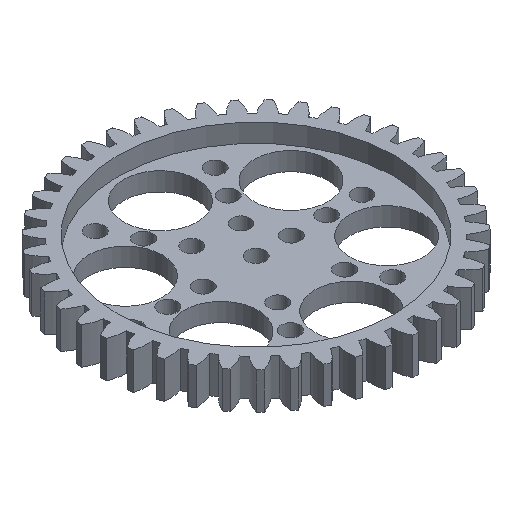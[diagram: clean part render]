
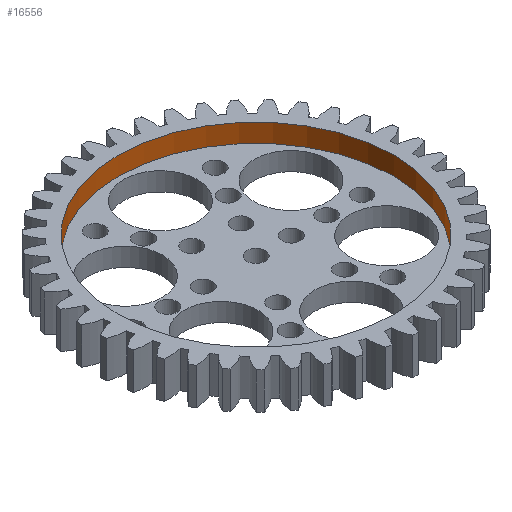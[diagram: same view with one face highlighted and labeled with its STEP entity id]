
A CAD part, isometric view. The second image highlights one B-rep face of the part: STEP entity #16556.
In plain terms, the highlighted cylindrical face has radius 18.75 mm (diameter 37.5 mm), a full revolution.
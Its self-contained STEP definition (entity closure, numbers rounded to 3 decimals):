
#110 = PLANE('',#111);
#111 = AXIS2_PLACEMENT_3D('',#112,#113,#114);
#112 = CARTESIAN_POINT('',(0.,0.,5.));
#113 = DIRECTION('',(-0.,-0.,-1.));
#114 = DIRECTION('',(-1.,0.,0.));
#10968 = EDGE_CURVE('',#10969,#10969,#10971,.T.);
#10969 = VERTEX_POINT('',#10970);
#10970 = CARTESIAN_POINT('',(18.75,0.,5.));
#10971 = SURFACE_CURVE('',#10972,(#10977,#10988),.PCURVE_S1.);
#10972 = CIRCLE('',#10973,18.75);
#10973 = AXIS2_PLACEMENT_3D('',#10974,#10975,#10976);
#10974 = CARTESIAN_POINT('',(0.,0.,5.));
#10975 = DIRECTION('',(0.,0.,1.));
#10976 = DIRECTION('',(1.,0.,-0.));
#10977 = PCURVE('',#110,#10978);
#10978 = DEFINITIONAL_REPRESENTATION('',(#10979),#10987);
#10979 = ( BOUNDED_CURVE() B_SPLINE_CURVE(2,(#10980,#10981,#10982,#10983
    ,#10984,#10985,#10986),.UNSPECIFIED.,.T.,.F.) 
B_SPLINE_CURVE_WITH_KNOTS((1,2,2,2,2,1),(-2.094,0.,
    2.094,4.189,6.283,8.378),
.UNSPECIFIED.) CURVE() GEOMETRIC_REPRESENTATION_ITEM() 
RATIONAL_B_SPLINE_CURVE((1.,0.5,1.,0.5,1.,0.5,1.)) REPRESENTATION_ITEM(
  '') );
#10980 = CARTESIAN_POINT('',(-18.75,0.));
#10981 = CARTESIAN_POINT('',(-18.75,32.476));
#10982 = CARTESIAN_POINT('',(9.375,16.238));
#10983 = CARTESIAN_POINT('',(37.5,0.));
#10984 = CARTESIAN_POINT('',(9.375,-16.238));
#10985 = CARTESIAN_POINT('',(-18.75,-32.476));
#10986 = CARTESIAN_POINT('',(-18.75,0.));
#10987 = ( GEOMETRIC_REPRESENTATION_CONTEXT(2) 
PARAMETRIC_REPRESENTATION_CONTEXT() REPRESENTATION_CONTEXT('2D SPACE',''
  ) );
#10988 = PCURVE('',#10989,#10994);
#10989 = CYLINDRICAL_SURFACE('',#10990,18.75);
#10990 = AXIS2_PLACEMENT_3D('',#10991,#10992,#10993);
#10991 = CARTESIAN_POINT('',(0.,0.,2.5));
#10992 = DIRECTION('',(0.,0.,1.));
#10993 = DIRECTION('',(1.,0.,0.));
#10994 = DEFINITIONAL_REPRESENTATION('',(#10995),#10999);
#10995 = LINE('',#10996,#10997);
#10996 = CARTESIAN_POINT('',(0.,2.5));
#10997 = VECTOR('',#10998,1.);
#10998 = DIRECTION('',(1.,0.));
#10999 = ( GEOMETRIC_REPRESENTATION_CONTEXT(2) 
PARAMETRIC_REPRESENTATION_CONTEXT() REPRESENTATION_CONTEXT('2D SPACE',''
  ) );
#15422 = PLANE('',#15423);
#15423 = AXIS2_PLACEMENT_3D('',#15424,#15425,#15426);
#15424 = CARTESIAN_POINT('',(0.,0.,2.5));
#15425 = DIRECTION('',(0.,0.,1.));
#15426 = DIRECTION('',(1.,0.,0.));
#16556 = ADVANCED_FACE('',(#16557),#10989,.F.);
#16557 = FACE_BOUND('',#16558,.F.);
#16558 = EDGE_LOOP('',(#16559,#16560,#16583,#16605));
#16559 = ORIENTED_EDGE('',*,*,#10968,.F.);
#16560 = ORIENTED_EDGE('',*,*,#16561,.F.);
#16561 = EDGE_CURVE('',#16562,#10969,#16564,.T.);
#16562 = VERTEX_POINT('',#16563);
#16563 = CARTESIAN_POINT('',(18.75,0.,2.5));
#16564 = SEAM_CURVE('',#16565,(#16569,#16576),.PCURVE_S1.);
#16565 = LINE('',#16566,#16567);
#16566 = CARTESIAN_POINT('',(18.75,0.,2.5));
#16567 = VECTOR('',#16568,1.);
#16568 = DIRECTION('',(0.,0.,1.));
#16569 = PCURVE('',#10989,#16570);
#16570 = DEFINITIONAL_REPRESENTATION('',(#16571),#16575);
#16571 = LINE('',#16572,#16573);
#16572 = CARTESIAN_POINT('',(6.283,-0.));
#16573 = VECTOR('',#16574,1.);
#16574 = DIRECTION('',(0.,1.));
#16575 = ( GEOMETRIC_REPRESENTATION_CONTEXT(2) 
PARAMETRIC_REPRESENTATION_CONTEXT() REPRESENTATION_CONTEXT('2D SPACE',''
  ) );
#16576 = PCURVE('',#10989,#16577);
#16577 = DEFINITIONAL_REPRESENTATION('',(#16578),#16582);
#16578 = LINE('',#16579,#16580);
#16579 = CARTESIAN_POINT('',(0.,-0.));
#16580 = VECTOR('',#16581,1.);
#16581 = DIRECTION('',(0.,1.));
#16582 = ( GEOMETRIC_REPRESENTATION_CONTEXT(2) 
PARAMETRIC_REPRESENTATION_CONTEXT() REPRESENTATION_CONTEXT('2D SPACE',''
  ) );
#16583 = ORIENTED_EDGE('',*,*,#16584,.T.);
#16584 = EDGE_CURVE('',#16562,#16562,#16585,.T.);
#16585 = SURFACE_CURVE('',#16586,(#16591,#16598),.PCURVE_S1.);
#16586 = CIRCLE('',#16587,18.75);
#16587 = AXIS2_PLACEMENT_3D('',#16588,#16589,#16590);
#16588 = CARTESIAN_POINT('',(0.,0.,2.5));
#16589 = DIRECTION('',(0.,0.,1.));
#16590 = DIRECTION('',(1.,0.,0.));
#16591 = PCURVE('',#10989,#16592);
#16592 = DEFINITIONAL_REPRESENTATION('',(#16593),#16597);
#16593 = LINE('',#16594,#16595);
#16594 = CARTESIAN_POINT('',(0.,0.));
#16595 = VECTOR('',#16596,1.);
#16596 = DIRECTION('',(1.,0.));
#16597 = ( GEOMETRIC_REPRESENTATION_CONTEXT(2) 
PARAMETRIC_REPRESENTATION_CONTEXT() REPRESENTATION_CONTEXT('2D SPACE',''
  ) );
#16598 = PCURVE('',#15422,#16599);
#16599 = DEFINITIONAL_REPRESENTATION('',(#16600),#16604);
#16600 = CIRCLE('',#16601,18.75);
#16601 = AXIS2_PLACEMENT_2D('',#16602,#16603);
#16602 = CARTESIAN_POINT('',(0.,0.));
#16603 = DIRECTION('',(1.,0.));
#16604 = ( GEOMETRIC_REPRESENTATION_CONTEXT(2) 
PARAMETRIC_REPRESENTATION_CONTEXT() REPRESENTATION_CONTEXT('2D SPACE',''
  ) );
#16605 = ORIENTED_EDGE('',*,*,#16561,.T.);
